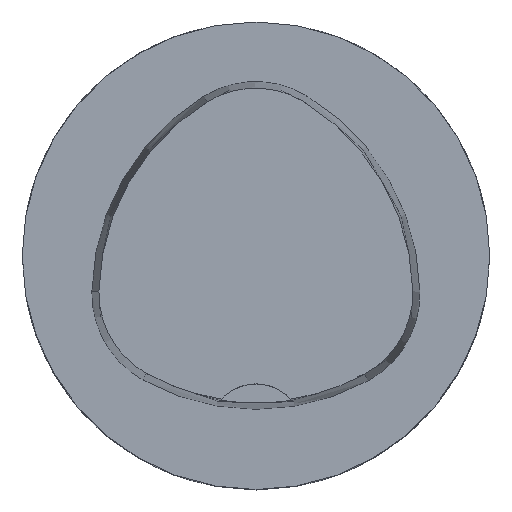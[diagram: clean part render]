
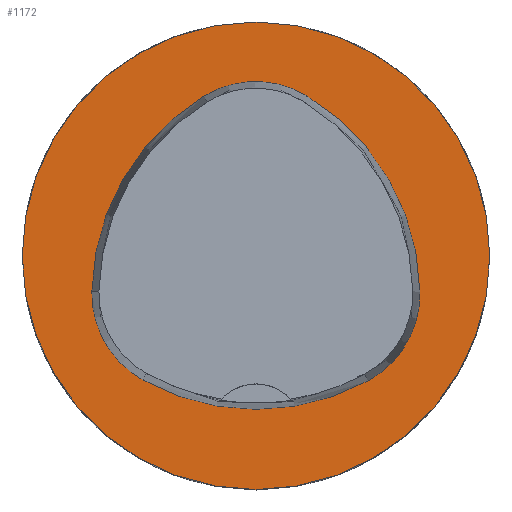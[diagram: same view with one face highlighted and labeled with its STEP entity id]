
A CAD part, top view. The second image highlights one B-rep face of the part: STEP entity #1172.
In plain terms, the highlighted planar face has unit normal (0, 0, 1).
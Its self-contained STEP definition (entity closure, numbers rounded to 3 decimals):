
#244=PLANE('',#5151);
#1172=ADVANCED_FACE('',(#1496,#1497),#244,.T.);
#1496=FACE_BOUND('',#1619,.T.);
#1497=FACE_BOUND('',#1620,.T.);
#1619=EDGE_LOOP('',(#2428,#2429,#2430,#2431,#2432,#2433));
#1620=EDGE_LOOP('',(#2434));
#1925=CIRCLE('',#5128,20.);
#1927=CIRCLE('',#5131,8.5);
#1929=CIRCLE('',#5134,20.);
#1931=CIRCLE('',#5137,8.5);
#1935=CIRCLE('',#5142,20.);
#1937=CIRCLE('',#5145,8.5);
#1940=CIRCLE('',#5150,20.);
#2428=ORIENTED_EDGE('',*,*,#4249,.T.);
#2429=ORIENTED_EDGE('',*,*,#4229,.T.);
#2430=ORIENTED_EDGE('',*,*,#4233,.T.);
#2431=ORIENTED_EDGE('',*,*,#4236,.T.);
#2432=ORIENTED_EDGE('',*,*,#4239,.T.);
#2433=ORIENTED_EDGE('',*,*,#4247,.T.);
#2434=ORIENTED_EDGE('',*,*,#4252,.F.);
#3728=VERTEX_POINT('',#7926);
#3729=VERTEX_POINT('',#7927);
#3732=VERTEX_POINT('',#7935);
#3734=VERTEX_POINT('',#7941);
#3736=VERTEX_POINT('',#7947);
#3743=VERTEX_POINT('',#7968);
#3744=VERTEX_POINT('',#7978);
#4229=EDGE_CURVE('',#3728,#3729,#1925,.T.);
#4233=EDGE_CURVE('',#3729,#3732,#1927,.T.);
#4236=EDGE_CURVE('',#3732,#3734,#1929,.T.);
#4239=EDGE_CURVE('',#3734,#3736,#1931,.T.);
#4247=EDGE_CURVE('',#3736,#3743,#1935,.T.);
#4249=EDGE_CURVE('',#3743,#3728,#1937,.T.);
#4252=EDGE_CURVE('',#3744,#3744,#1940,.T.);
#5128=AXIS2_PLACEMENT_3D('',#7925,#5801,#5802);
#5131=AXIS2_PLACEMENT_3D('',#7934,#5809,#5810);
#5134=AXIS2_PLACEMENT_3D('',#7940,#5816,#5817);
#5137=AXIS2_PLACEMENT_3D('',#7946,#5823,#5824);
#5142=AXIS2_PLACEMENT_3D('',#7969,#5835,#5836);
#5145=AXIS2_PLACEMENT_3D('',#7972,#5841,#5842);
#5150=AXIS2_PLACEMENT_3D('',#7977,#5851,#5852);
#5151=AXIS2_PLACEMENT_3D('',#7979,#5853,#5854);
#5801=DIRECTION('',(0.,0.,-1.));
#5802=DIRECTION('',(-1.,0.,0.));
#5809=DIRECTION('',(0.,0.,-1.));
#5810=DIRECTION('',(-1.,0.,0.));
#5816=DIRECTION('',(0.,0.,-1.));
#5817=DIRECTION('',(-1.,0.,0.));
#5823=DIRECTION('',(0.,0.,-1.));
#5824=DIRECTION('',(-1.,0.,0.));
#5835=DIRECTION('',(0.,0.,-1.));
#5836=DIRECTION('',(-1.,0.,0.));
#5841=DIRECTION('',(0.,0.,-1.));
#5842=DIRECTION('',(-1.,0.,0.));
#5851=DIRECTION('',(0.,0.,-1.));
#5852=DIRECTION('',(-1.,0.,0.));
#5853=DIRECTION('',(0.,0.,1.));
#5854=DIRECTION('',(1.,0.,0.));
#7925=CARTESIAN_POINT('',(5.955,-3.414,0.));
#7926=CARTESIAN_POINT('',(-14.041,-3.042,0.));
#7927=CARTESIAN_POINT('',(-4.472,13.653,0.));
#7934=CARTESIAN_POINT('',(-0.04,6.4,0.));
#7935=CARTESIAN_POINT('',(4.347,13.68,0.));
#7940=CARTESIAN_POINT('',(-5.976,-3.45,0.));
#7941=CARTESIAN_POINT('',(14.021,-3.075,0.));
#7946=CARTESIAN_POINT('',(5.522,-3.235,0.));
#7947=CARTESIAN_POINT('',(9.588,-10.699,0.));
#7968=CARTESIAN_POINT('',(-9.655,-10.639,0.));
#7969=CARTESIAN_POINT('',(0.022,6.864,0.));
#7972=CARTESIAN_POINT('',(-5.543,-3.2,0.));
#7977=CARTESIAN_POINT('',(0.,0.,0.));
#7978=CARTESIAN_POINT('',(-20.,0.,0.));
#7979=CARTESIAN_POINT('',(0.,0.,0.));
